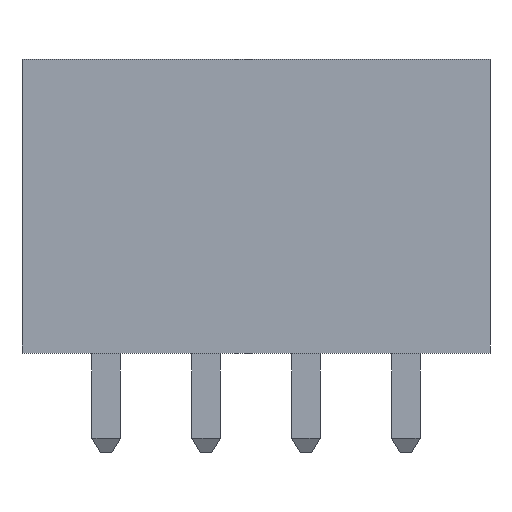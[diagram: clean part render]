
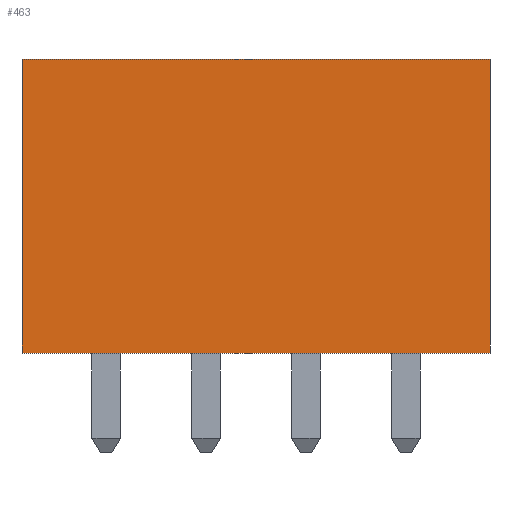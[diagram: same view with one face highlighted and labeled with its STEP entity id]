
A CAD part, front view. The second image highlights one B-rep face of the part: STEP entity #463.
In plain terms, the highlighted planar face has unit normal (0, -1, 0).
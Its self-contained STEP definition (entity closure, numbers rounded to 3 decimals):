
#61 = VERTEX_POINT ( 'NONE', #670 ) ;
#121 = FACE_OUTER_BOUND ( 'NONE', #2085, .T. ) ;
#206 = VECTOR ( 'NONE', #2093, 1000. ) ;
#228 = ORIENTED_EDGE ( 'NONE', *, *, #397, .F. ) ;
#397 = EDGE_CURVE ( 'NONE', #796, #61, #418, .T. ) ;
#418 = LINE ( 'NONE', #1773, #206 ) ;
#446 = CARTESIAN_POINT ( 'NONE',  ( -8.2, -4.35, 0. ) ) ;
#463 = ADVANCED_FACE ( 'NONE', ( #121 ), #1469, .F. ) ;
#551 = VERTEX_POINT ( 'NONE', #446 ) ;
#610 = CARTESIAN_POINT ( 'NONE',  ( -8.2, -4.35, 10.3 ) ) ;
#663 = DIRECTION ( 'NONE',  ( 1., 0., 0. ) ) ;
#670 = CARTESIAN_POINT ( 'NONE',  ( 8.2, -4.35, 0. ) ) ;
#762 = CARTESIAN_POINT ( 'NONE',  ( 8.2, -4.35, 10.3 ) ) ;
#796 = VERTEX_POINT ( 'NONE', #1772 ) ;
#817 = CARTESIAN_POINT ( 'NONE',  ( 8.2, -4.35, 0. ) ) ;
#1129 = ORIENTED_EDGE ( 'NONE', *, *, #2126, .T. ) ;
#1157 = EDGE_CURVE ( 'NONE', #1598, #796, #1822, .T. ) ;
#1300 = DIRECTION ( 'NONE',  ( 0., 1., 0. ) ) ;
#1320 = ORIENTED_EDGE ( 'NONE', *, *, #1157, .F. ) ;
#1361 = VECTOR ( 'NONE', #1798, 1000. ) ;
#1469 = PLANE ( 'NONE',  #1977 ) ;
#1475 = LINE ( 'NONE', #610, #1514 ) ;
#1491 = LINE ( 'NONE', #817, #2069 ) ;
#1495 = DIRECTION ( 'NONE',  ( -1., 0., 0. ) ) ;
#1512 = DIRECTION ( 'NONE',  ( 0., 0., -1. ) ) ;
#1514 = VECTOR ( 'NONE', #1512, 1000. ) ;
#1598 = VERTEX_POINT ( 'NONE', #2169 ) ;
#1772 = CARTESIAN_POINT ( 'NONE',  ( 8.2, -4.35, 10.3 ) ) ;
#1773 = CARTESIAN_POINT ( 'NONE',  ( 8.2, -4.35, 10.3 ) ) ;
#1798 = DIRECTION ( 'NONE',  ( 1., 0., 0. ) ) ;
#1813 = ORIENTED_EDGE ( 'NONE', *, *, #1965, .T. ) ;
#1822 = LINE ( 'NONE', #762, #1361 ) ;
#1922 = CARTESIAN_POINT ( 'NONE',  ( 8.2, -4.35, 10.3 ) ) ;
#1965 = EDGE_CURVE ( 'NONE', #551, #61, #1491, .T. ) ;
#1977 = AXIS2_PLACEMENT_3D ( 'NONE', #1922, #1300, #1495 ) ;
#2069 = VECTOR ( 'NONE', #663, 1000. ) ;
#2085 = EDGE_LOOP ( 'NONE', ( #1813, #228, #1320, #1129 ) ) ;
#2093 = DIRECTION ( 'NONE',  ( 0., 0., -1. ) ) ;
#2126 = EDGE_CURVE ( 'NONE', #1598, #551, #1475, .T. ) ;
#2169 = CARTESIAN_POINT ( 'NONE',  ( -8.2, -4.35, 10.3 ) ) ;
